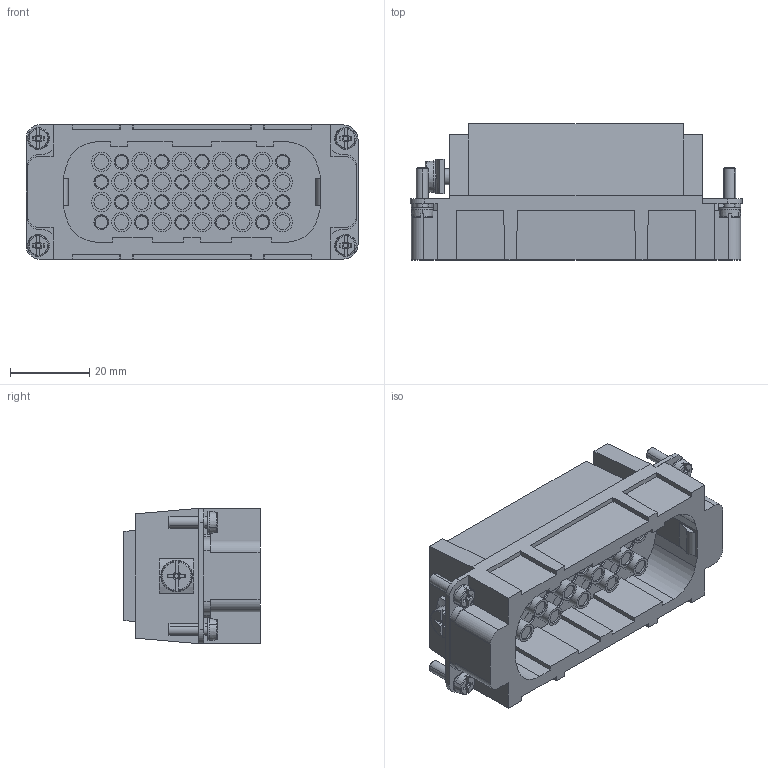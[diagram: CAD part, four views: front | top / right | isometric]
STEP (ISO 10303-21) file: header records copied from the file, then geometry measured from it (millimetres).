
FILE_DESCRIPTION(/* description */ (''),/* implementation_level */ '2;1');
FILE_NAME(/* name */ 'C146_10A040_500_2.stp',/* time_stamp */ '2016-04-12T13:51:20+02:00',/* author */ (''),/* organization */ (''),/* preprocessor_version */ 'ST-DEVELOPER v15',/* originating_system */ 'SIEMENS PLM Software NX 9.0',/* authorisation */ '');
FILE_SCHEMA (('CONFIG_CONTROL_DESIGN'));
Length unit declared in the file: millimetre
Products named in the file (1): c146 10a040 500 2nxm001-04
Bounding box: 83.7 x 34.3 x 34 mm (x, y, z)
Volume: 48172 mm3; surface area: 18327.4 mm2
Topology: 1 solids, 2 shells, 568 faces, 1361 edges, 917 vertices
Faces by surface type: plane 319, cylinder 145, cone 86, torus 16, bspline 2
Full cylindrical faces by diameter (mm): 3.3 x1, 3.7 x20, 4 x2, 4.5 x40, 4.9 x20, 8 x1
Entity records: 15850 total; most frequent: CARTESIAN_POINT 3633, DIRECTION 2488, ORIENTED_EDGE 2300, EDGE_CURVE 1150, AXIS2_PLACEMENT_3D 972, VERTEX_POINT 832, EDGE_LOOP 814, ADVANCED_FACE 568
